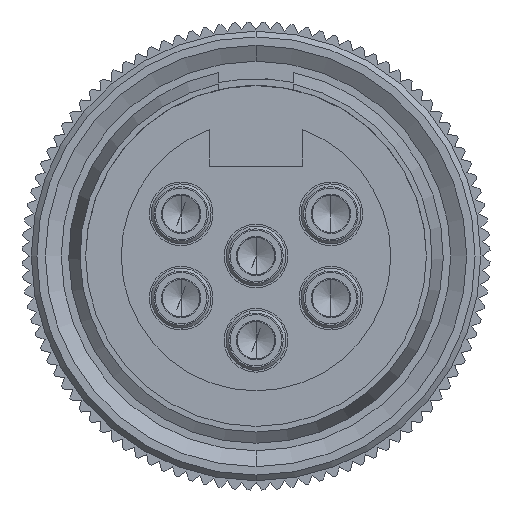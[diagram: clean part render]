
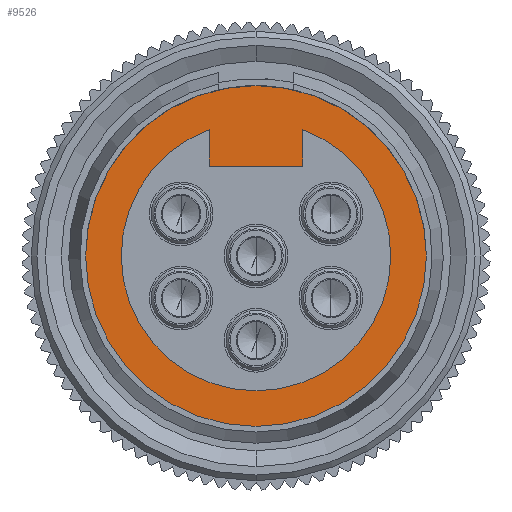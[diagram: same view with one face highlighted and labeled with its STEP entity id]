
A CAD part, front view. The second image highlights one B-rep face of the part: STEP entity #9526.
In plain terms, the highlighted planar face has unit normal (0, -1, 0).
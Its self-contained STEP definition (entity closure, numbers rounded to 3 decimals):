
#152=CARTESIAN_POINT('',(0.,0.,0.));
#153=DIRECTION('',(0.,1.,0.));
#154=DIRECTION('',(0.347,0.,0.938));
#155=AXIS2_PLACEMENT_3D('',#152,#153,#154);
#173=CARTESIAN_POINT('',(0.,0.,0.));
#174=DIRECTION('',(0.,1.,0.));
#175=DIRECTION('',(1.,0.,0.));
#176=AXIS2_PLACEMENT_3D('',#173,#174,#175);
#178=CARTESIAN_POINT('',(0.,0.,0.));
#179=DIRECTION('',(0.,1.,0.));
#180=DIRECTION('',(-1.,0.,0.));
#181=AXIS2_PLACEMENT_3D('',#178,#179,#180);
#183=DIRECTION('',(0.,0.,-1.));
#184=VECTOR('',#183,1.952);
#185=CARTESIAN_POINT('',(2.5,0.,6.752));
#186=LINE('',#185,#184);
#187=DIRECTION('',(-1.,0.,0.));
#188=VECTOR('',#187,5.);
#189=CARTESIAN_POINT('',(2.5,0.,4.8));
#190=LINE('',#189,#188);
#191=DIRECTION('',(0.,0.,1.));
#192=VECTOR('',#191,1.952);
#193=CARTESIAN_POINT('',(-2.5,0.,4.8));
#194=LINE('',#193,#192);
#9149=CARTESIAN_POINT('',(2.5,0.,4.8));
#9150=CARTESIAN_POINT('',(-2.5,0.,4.8));
#9151=VERTEX_POINT('',#9149);
#9152=VERTEX_POINT('',#9150);
#9153=CARTESIAN_POINT('',(-2.5,0.,6.752));
#9154=VERTEX_POINT('',#9153);
#9155=CARTESIAN_POINT('',(2.5,0.,6.752));
#9156=VERTEX_POINT('',#9155);
#9157=CARTESIAN_POINT('',(9.1,0.,0.));
#9158=CARTESIAN_POINT('',(-9.1,0.,0.));
#9159=VERTEX_POINT('',#9157);
#9160=VERTEX_POINT('',#9158);
#9509=CARTESIAN_POINT('',(0.,0.,0.));
#9510=DIRECTION('',(0.,1.,0.));
#9511=DIRECTION('',(1.,0.,0.));
#9512=AXIS2_PLACEMENT_3D('',#9509,#9510,#9511);
#9513=PLANE('',#9512);
#9515=ORIENTED_EDGE('',*,*,#9514,.T.);
#9517=ORIENTED_EDGE('',*,*,#9516,.T.);
#9518=EDGE_LOOP('',(#9515,#9517));
#9519=FACE_OUTER_BOUND('',#9518,.F.);
#9520=ORIENTED_EDGE('',*,*,#9490,.F.);
#9521=ORIENTED_EDGE('',*,*,#9502,.T.);
#9522=ORIENTED_EDGE('',*,*,#9460,.T.);
#9523=ORIENTED_EDGE('',*,*,#9475,.T.);
#9524=EDGE_LOOP('',(#9520,#9521,#9522,#9523));
#9525=FACE_BOUND('',#9524,.F.);
#9526=ADVANCED_FACE('',(#9519,#9525),#9513,.F.);
#156=CIRCLE('',#155,7.2);
#177=CIRCLE('',#176,9.1);
#182=CIRCLE('',#181,9.1);
#9460=EDGE_CURVE('',#9151,#9152,#190,.T.);
#9475=EDGE_CURVE('',#9152,#9154,#194,.T.);
#9490=EDGE_CURVE('',#9156,#9154,#156,.T.);
#9502=EDGE_CURVE('',#9156,#9151,#186,.T.);
#9514=EDGE_CURVE('',#9159,#9160,#177,.T.);
#9516=EDGE_CURVE('',#9160,#9159,#182,.T.);
